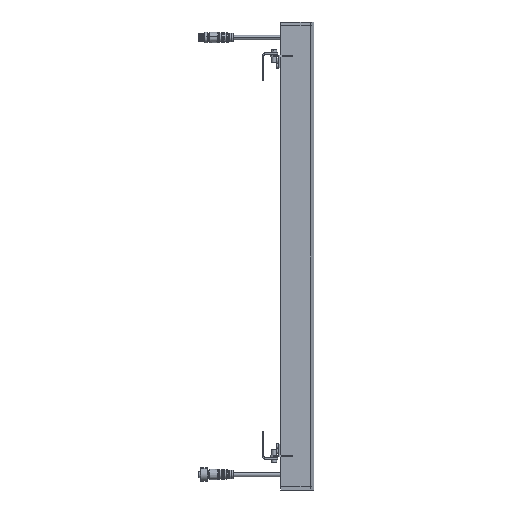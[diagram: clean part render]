
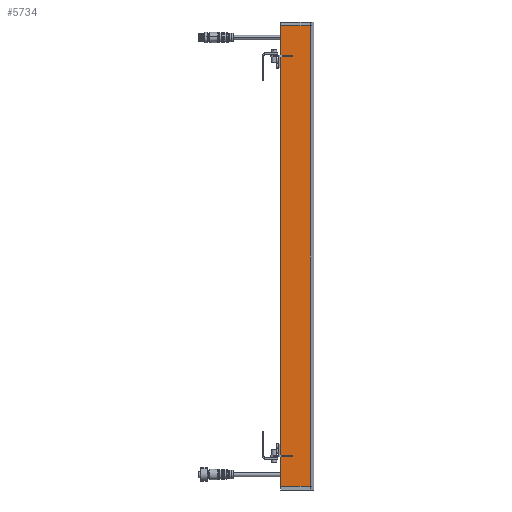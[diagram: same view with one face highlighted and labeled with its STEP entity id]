
A CAD part, front view. The second image highlights one B-rep face of the part: STEP entity #5734.
In plain terms, the highlighted planar face has unit normal (0, -1, 0).
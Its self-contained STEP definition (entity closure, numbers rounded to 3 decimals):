
#106 = DIRECTION ( 'NONE',  ( 0., 0., -1. ) ) ;
#185 = EDGE_LOOP ( 'NONE', ( #11559, #18284, #4981, #22912 ) ) ;
#418 = FACE_OUTER_BOUND ( 'NONE', #185, .T. ) ;
#1564 = VERTEX_POINT ( 'NONE', #2417 ) ;
#1582 = DIRECTION ( 'NONE',  ( 1., 0., 0. ) ) ;
#1597 = VECTOR ( 'NONE', #18344, 1000. ) ;
#2417 = CARTESIAN_POINT ( 'NONE',  ( 411.74, 123.991, 595. ) ) ;
#3818 = CARTESIAN_POINT ( 'NONE',  ( 373.331, 123.991, 0. ) ) ;
#4955 = EDGE_CURVE ( 'NONE', #1564, #7068, #8032, .T. ) ;
#4981 = ORIENTED_EDGE ( 'NONE', *, *, #7347, .F. ) ;
#5734 = ADVANCED_FACE ( 'NONE', ( #418 ), #10543, .F. ) ;
#7068 = VERTEX_POINT ( 'NONE', #30515 ) ;
#7347 = EDGE_CURVE ( 'NONE', #29135, #1564, #10624, .T. ) ;
#7348 = VECTOR ( 'NONE', #15369, 1000. ) ;
#7866 = DIRECTION ( 'NONE',  ( 0., 1., 0. ) ) ;
#8032 = LINE ( 'NONE', #26823, #7348 ) ;
#8421 = AXIS2_PLACEMENT_3D ( 'NONE', #12683, #7866, #10243 ) ;
#10243 = DIRECTION ( 'NONE',  ( 0., 0., 1. ) ) ;
#10543 = PLANE ( 'NONE',  #8421 ) ;
#10624 = LINE ( 'NONE', #13079, #25550 ) ;
#11559 = ORIENTED_EDGE ( 'NONE', *, *, #15550, .T. ) ;
#12683 = CARTESIAN_POINT ( 'NONE',  ( 373.331, 123.991, 595. ) ) ;
#13079 = CARTESIAN_POINT ( 'NONE',  ( 373.331, 123.991, 595. ) ) ;
#14717 = CARTESIAN_POINT ( 'NONE',  ( 373.331, 123.991, 595. ) ) ;
#15369 = DIRECTION ( 'NONE',  ( 0., 0., -1. ) ) ;
#15550 = EDGE_CURVE ( 'NONE', #30338, #7068, #15682, .T. ) ;
#15682 = LINE ( 'NONE', #3818, #1597 ) ;
#16867 = VECTOR ( 'NONE', #106, 1000. ) ;
#18284 = ORIENTED_EDGE ( 'NONE', *, *, #4955, .F. ) ;
#18344 = DIRECTION ( 'NONE',  ( 1., 0., 0. ) ) ;
#18760 = CARTESIAN_POINT ( 'NONE',  ( 373.331, 123.991, 0. ) ) ;
#21931 = LINE ( 'NONE', #14717, #16867 ) ;
#22912 = ORIENTED_EDGE ( 'NONE', *, *, #26535, .T. ) ;
#23019 = CARTESIAN_POINT ( 'NONE',  ( 373.331, 123.991, 595. ) ) ;
#25550 = VECTOR ( 'NONE', #1582, 1000. ) ;
#26535 = EDGE_CURVE ( 'NONE', #29135, #30338, #21931, .T. ) ;
#26823 = CARTESIAN_POINT ( 'NONE',  ( 411.74, 123.991, 595. ) ) ;
#29135 = VERTEX_POINT ( 'NONE', #23019 ) ;
#30338 = VERTEX_POINT ( 'NONE', #18760 ) ;
#30515 = CARTESIAN_POINT ( 'NONE',  ( 411.74, 123.991, 0. ) ) ;
